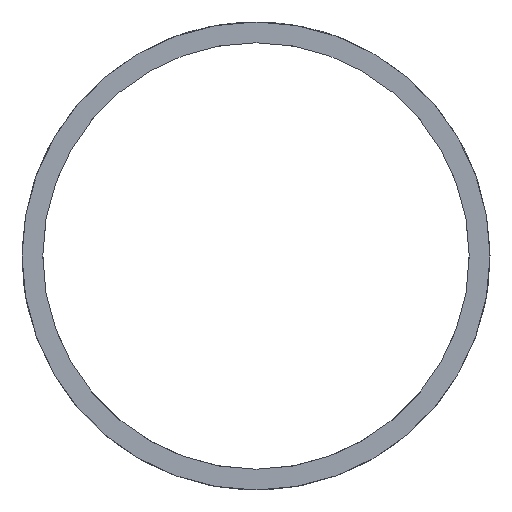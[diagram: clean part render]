
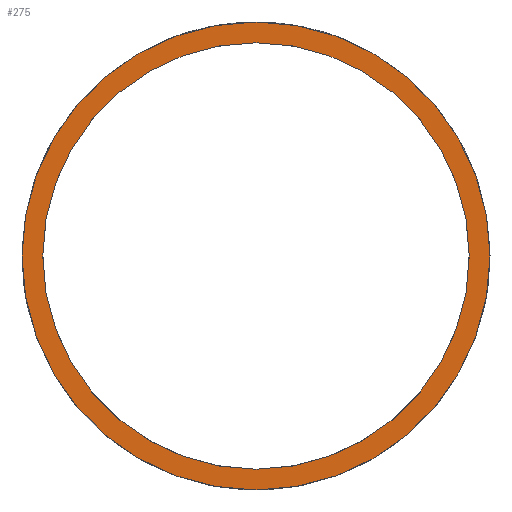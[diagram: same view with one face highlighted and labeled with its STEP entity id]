
A CAD part, left-side view. The second image highlights one B-rep face of the part: STEP entity #275.
In plain terms, the highlighted planar face has unit normal (-1, 0, 0).
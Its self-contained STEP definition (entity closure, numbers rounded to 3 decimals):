
#115 = DIRECTION ( 'NONE',  ( 1., 0., 0. ) ) ;
#275 = ADVANCED_FACE ( 'NONE', ( #3984, #4463 ), #6649, .F. ) ;
#287 = EDGE_LOOP ( 'NONE', ( #2814, #1587 ) ) ;
#488 = DIRECTION ( 'NONE',  ( 1., 0., 0. ) ) ;
#672 = VERTEX_POINT ( 'NONE', #2488 ) ;
#1024 = VERTEX_POINT ( 'NONE', #2511 ) ;
#1026 = DIRECTION ( 'NONE',  ( 0., 0., -1. ) ) ;
#1493 = EDGE_CURVE ( 'NONE', #1024, #2265, #4793, .T. ) ;
#1548 = CARTESIAN_POINT ( 'NONE',  ( -31., 0., 0. ) ) ;
#1572 = CARTESIAN_POINT ( 'NONE',  ( -31., 0., 0. ) ) ;
#1587 = ORIENTED_EDGE ( 'NONE', *, *, #2874, .F. ) ;
#1918 = EDGE_CURVE ( 'NONE', #672, #2031, #4082, .T. ) ;
#2031 = VERTEX_POINT ( 'NONE', #6364 ) ;
#2265 = VERTEX_POINT ( 'NONE', #3448 ) ;
#2322 = CIRCLE ( 'NONE', #3968, 16.875 ) ;
#2488 = CARTESIAN_POINT ( 'NONE',  ( -31., 0., -15.375 ) ) ;
#2511 = CARTESIAN_POINT ( 'NONE',  ( -31., 0., 16.875 ) ) ;
#2579 = EDGE_CURVE ( 'NONE', #2031, #672, #5612, .T. ) ;
#2718 = CARTESIAN_POINT ( 'NONE',  ( -31., 0., 0. ) ) ;
#2814 = ORIENTED_EDGE ( 'NONE', *, *, #1493, .F. ) ;
#2845 = DIRECTION ( 'NONE',  ( 0., 0., -1. ) ) ;
#2874 = EDGE_CURVE ( 'NONE', #2265, #1024, #2322, .T. ) ;
#2952 = DIRECTION ( 'NONE',  ( 1., 0., 0. ) ) ;
#2978 = AXIS2_PLACEMENT_3D ( 'NONE', #1572, #3666, #1026 ) ;
#3448 = CARTESIAN_POINT ( 'NONE',  ( -31., 0., -16.875 ) ) ;
#3463 = DIRECTION ( 'NONE',  ( 0., 0., -1. ) ) ;
#3666 = DIRECTION ( 'NONE',  ( 1., 0., 0. ) ) ;
#3704 = DIRECTION ( 'NONE',  ( 0., 0., -1. ) ) ;
#3968 = AXIS2_PLACEMENT_3D ( 'NONE', #5862, #5194, #2845 ) ;
#3984 = FACE_BOUND ( 'NONE', #5877, .T. ) ;
#4082 = CIRCLE ( 'NONE', #2978, 15.375 ) ;
#4267 = ORIENTED_EDGE ( 'NONE', *, *, #1918, .T. ) ;
#4307 = DIRECTION ( 'NONE',  ( 0., 0., -1. ) ) ;
#4463 = FACE_OUTER_BOUND ( 'NONE', #287, .T. ) ;
#4496 = AXIS2_PLACEMENT_3D ( 'NONE', #6036, #2952, #3463 ) ;
#4793 = CIRCLE ( 'NONE', #6764, 16.875 ) ;
#4875 = ORIENTED_EDGE ( 'NONE', *, *, #2579, .T. ) ;
#5173 = AXIS2_PLACEMENT_3D ( 'NONE', #2718, #115, #4307 ) ;
#5194 = DIRECTION ( 'NONE',  ( 1., 0., 0. ) ) ;
#5612 = CIRCLE ( 'NONE', #5173, 15.375 ) ;
#5862 = CARTESIAN_POINT ( 'NONE',  ( -31., 0., 0. ) ) ;
#5877 = EDGE_LOOP ( 'NONE', ( #4875, #4267 ) ) ;
#6036 = CARTESIAN_POINT ( 'NONE',  ( -31., 0., 0. ) ) ;
#6364 = CARTESIAN_POINT ( 'NONE',  ( -31., 0., 15.375 ) ) ;
#6649 = PLANE ( 'NONE',  #4496 ) ;
#6764 = AXIS2_PLACEMENT_3D ( 'NONE', #1548, #488, #3704 ) ;
